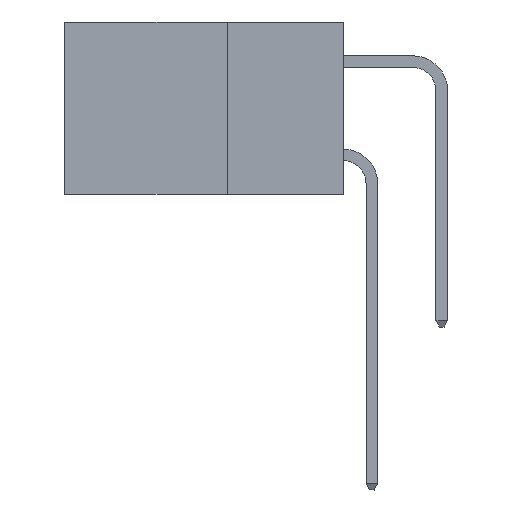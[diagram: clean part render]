
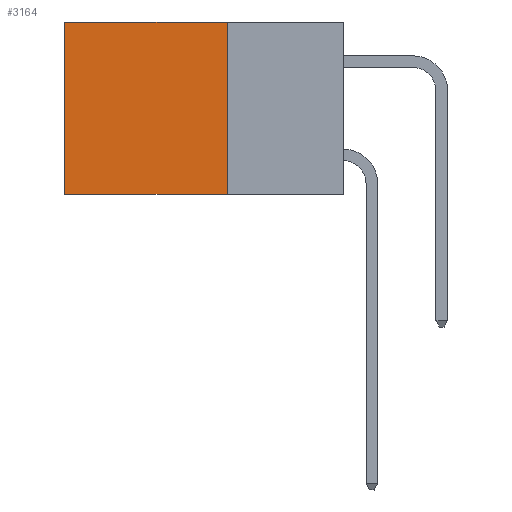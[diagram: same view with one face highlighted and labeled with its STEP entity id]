
A CAD part, left-side view. The second image highlights one B-rep face of the part: STEP entity #3164.
In plain terms, the highlighted planar face has unit normal (-1, 0, 0).
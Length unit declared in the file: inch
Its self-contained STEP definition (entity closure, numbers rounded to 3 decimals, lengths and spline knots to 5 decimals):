
#91 = LINE ( 'NONE', #4520, #2577 ) ;
#552 = ORIENTED_EDGE ( 'NONE', *, *, #1453, .T. ) ;
#577 = VECTOR ( 'NONE', #4919, 39.37008 ) ;
#1176 = DIRECTION ( 'NONE',  ( 0., 0., -1. ) ) ;
#1342 = CARTESIAN_POINT ( 'NONE',  ( 0.2615, 0.6, -0.37 ) ) ;
#1453 = EDGE_CURVE ( 'NONE', #6622, #4266, #2071, .T. ) ;
#2071 = LINE ( 'NONE', #4064, #6721 ) ;
#2288 = CARTESIAN_POINT ( 'NONE',  ( 0.2615, 0.25, -0.37 ) ) ;
#2577 = VECTOR ( 'NONE', #8063, 39.37008 ) ;
#2717 = CARTESIAN_POINT ( 'NONE',  ( 0.2615, 0.6, 0. ) ) ;
#3164 = ADVANCED_FACE ( 'NONE', ( #9868 ), #5420, .F. ) ;
#3756 = LINE ( 'NONE', #9660, #7933 ) ;
#4064 = CARTESIAN_POINT ( 'NONE',  ( 0.2615, 0.25, 0. ) ) ;
#4266 = VERTEX_POINT ( 'NONE', #2717 ) ;
#4520 = CARTESIAN_POINT ( 'NONE',  ( 0.2615, 0.6, -0.37 ) ) ;
#4543 = CARTESIAN_POINT ( 'NONE',  ( 0.2615, 0.25, -0.37 ) ) ;
#4746 = LINE ( 'NONE', #7415, #577 ) ;
#4919 = DIRECTION ( 'NONE',  ( 0., 1., 0. ) ) ;
#5132 = ORIENTED_EDGE ( 'NONE', *, *, #8935, .T. ) ;
#5420 = PLANE ( 'NONE',  #6747 ) ;
#6622 = VERTEX_POINT ( 'NONE', #10845 ) ;
#6721 = VECTOR ( 'NONE', #9096, 39.37008 ) ;
#6747 = AXIS2_PLACEMENT_3D ( 'NONE', #4543, #8087, #10844 ) ;
#7314 = EDGE_LOOP ( 'NONE', ( #5132, #10243, #8273, #552 ) ) ;
#7415 = CARTESIAN_POINT ( 'NONE',  ( 0.2615, 0.25, -0.37 ) ) ;
#7933 = VECTOR ( 'NONE', #1176, 39.37008 ) ;
#8063 = DIRECTION ( 'NONE',  ( 0., 0., -1. ) ) ;
#8087 = DIRECTION ( 'NONE',  ( 1., 0., 0. ) ) ;
#8273 = ORIENTED_EDGE ( 'NONE', *, *, #11047, .F. ) ;
#8635 = VERTEX_POINT ( 'NONE', #2288 ) ;
#8935 = EDGE_CURVE ( 'NONE', #4266, #11125, #91, .T. ) ;
#9096 = DIRECTION ( 'NONE',  ( 0., 1., 0. ) ) ;
#9490 = EDGE_CURVE ( 'NONE', #8635, #11125, #4746, .T. ) ;
#9660 = CARTESIAN_POINT ( 'NONE',  ( 0.2615, 0.25, -0.37 ) ) ;
#9868 = FACE_OUTER_BOUND ( 'NONE', #7314, .T. ) ;
#10243 = ORIENTED_EDGE ( 'NONE', *, *, #9490, .F. ) ;
#10844 = DIRECTION ( 'NONE',  ( 0., 0., -1. ) ) ;
#10845 = CARTESIAN_POINT ( 'NONE',  ( 0.2615, 0.25, 0. ) ) ;
#11047 = EDGE_CURVE ( 'NONE', #6622, #8635, #3756, .T. ) ;
#11125 = VERTEX_POINT ( 'NONE', #1342 ) ;
